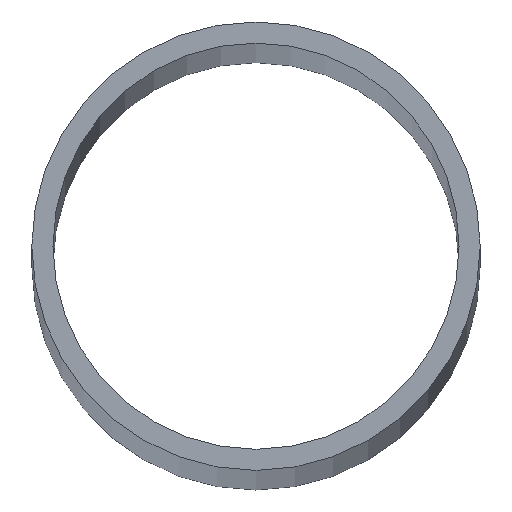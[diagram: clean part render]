
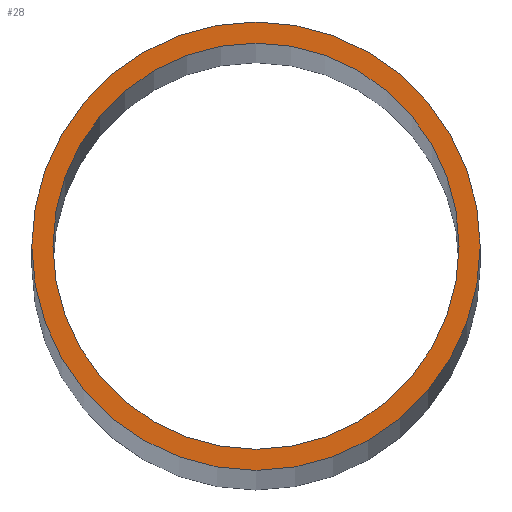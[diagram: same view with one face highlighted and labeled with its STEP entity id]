
A CAD part, top view. The second image highlights one B-rep face of the part: STEP entity #28.
In plain terms, the highlighted planar face has unit normal (0, 0, 1).
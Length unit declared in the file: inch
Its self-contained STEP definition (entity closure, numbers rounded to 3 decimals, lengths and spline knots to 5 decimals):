
#6 = CARTESIAN_POINT ( 'NONE',  ( -3.904, 0., 216. ) ) ;
#7 = CARTESIAN_POINT ( 'NONE',  ( 4.31, 0., 216. ) ) ;
#8 = CIRCLE ( 'NONE', #95, 4.31 ) ;
#9 = FACE_BOUND ( 'NONE', #220, .T. ) ;
#10 = DIRECTION ( 'NONE',  ( 1., 0., 0. ) ) ;
#13 = CIRCLE ( 'NONE', #161, 3.904 ) ;
#20 = EDGE_CURVE ( 'NONE', #201, #154, #22, .T. ) ;
#21 = DIRECTION ( 'NONE',  ( 1., 0., 0. ) ) ;
#22 = CIRCLE ( 'NONE', #27, 4.31 ) ;
#26 = CARTESIAN_POINT ( 'NONE',  ( 0., 0., 216. ) ) ;
#27 = AXIS2_PLACEMENT_3D ( 'NONE', #235, #100, #133 ) ;
#28 = ADVANCED_FACE ( 'NONE', ( #182, #9 ), #44, .T. ) ;
#43 = CARTESIAN_POINT ( 'NONE',  ( 3.904, 0., 216. ) ) ;
#44 = PLANE ( 'NONE',  #168 ) ;
#47 = CARTESIAN_POINT ( 'NONE',  ( -4.31, 0., 216. ) ) ;
#61 = AXIS2_PLACEMENT_3D ( 'NONE', #228, #126, #10 ) ;
#63 = EDGE_CURVE ( 'NONE', #97, #158, #114, .T. ) ;
#75 = EDGE_CURVE ( 'NONE', #154, #201, #8, .T. ) ;
#95 = AXIS2_PLACEMENT_3D ( 'NONE', #103, #243, #21 ) ;
#96 = ORIENTED_EDGE ( 'NONE', *, *, #75, .T. ) ;
#97 = VERTEX_POINT ( 'NONE', #43 ) ;
#98 = ORIENTED_EDGE ( 'NONE', *, *, #20, .T. ) ;
#100 = DIRECTION ( 'NONE',  ( 0., 0., 1. ) ) ;
#101 = DIRECTION ( 'NONE',  ( 1., 0., 0. ) ) ;
#103 = CARTESIAN_POINT ( 'NONE',  ( 0., 0., 216. ) ) ;
#114 = CIRCLE ( 'NONE', #61, 3.904 ) ;
#116 = ORIENTED_EDGE ( 'NONE', *, *, #131, .F. ) ;
#117 = ORIENTED_EDGE ( 'NONE', *, *, #63, .F. ) ;
#123 = DIRECTION ( 'NONE',  ( 0., 0., 1. ) ) ;
#126 = DIRECTION ( 'NONE',  ( 0., 0., 1. ) ) ;
#131 = EDGE_CURVE ( 'NONE', #158, #97, #13, .T. ) ;
#133 = DIRECTION ( 'NONE',  ( 1., 0., 0. ) ) ;
#154 = VERTEX_POINT ( 'NONE', #7 ) ;
#158 = VERTEX_POINT ( 'NONE', #6 ) ;
#161 = AXIS2_PLACEMENT_3D ( 'NONE', #26, #123, #187 ) ;
#168 = AXIS2_PLACEMENT_3D ( 'NONE', #224, #208, #101 ) ;
#182 = FACE_OUTER_BOUND ( 'NONE', #204, .T. ) ;
#187 = DIRECTION ( 'NONE',  ( 1., 0., 0. ) ) ;
#201 = VERTEX_POINT ( 'NONE', #47 ) ;
#204 = EDGE_LOOP ( 'NONE', ( #98, #96 ) ) ;
#208 = DIRECTION ( 'NONE',  ( 0., 0., 1. ) ) ;
#220 = EDGE_LOOP ( 'NONE', ( #116, #117 ) ) ;
#224 = CARTESIAN_POINT ( 'NONE',  ( 0., 0., 216. ) ) ;
#228 = CARTESIAN_POINT ( 'NONE',  ( 0., 0., 216. ) ) ;
#235 = CARTESIAN_POINT ( 'NONE',  ( 0., 0., 216. ) ) ;
#243 = DIRECTION ( 'NONE',  ( 0., 0., 1. ) ) ;
